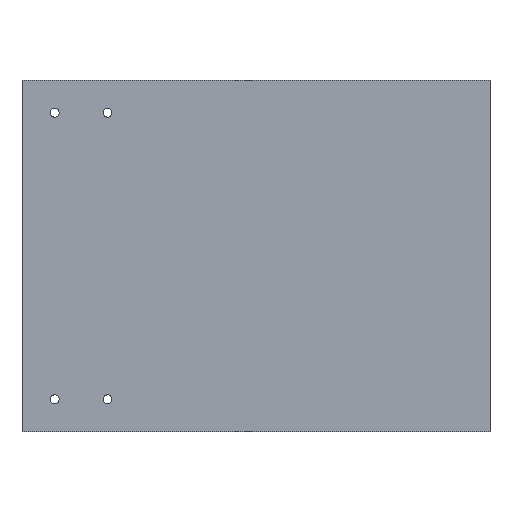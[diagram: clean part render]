
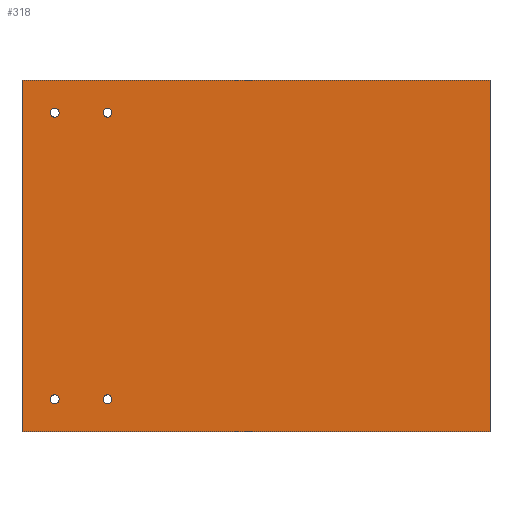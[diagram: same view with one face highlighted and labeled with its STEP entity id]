
A CAD part, top view. The second image highlights one B-rep face of the part: STEP entity #318.
In plain terms, the highlighted planar face has unit normal (0, 0, 1).
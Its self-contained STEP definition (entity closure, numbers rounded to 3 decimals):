
#1 = CARTESIAN_POINT ( 'NONE',  ( 0., 1000., 16.76 ) ) ;
#5 = LINE ( 'NONE', #123, #304 ) ;
#6 = EDGE_CURVE ( 'NONE', #404, #306, #383, .T. ) ;
#18 = AXIS2_PLACEMENT_3D ( 'NONE', #246, #135, #396 ) ;
#22 = VERTEX_POINT ( 'NONE', #231 ) ;
#27 = VERTEX_POINT ( 'NONE', #491 ) ;
#28 = ORIENTED_EDGE ( 'NONE', *, *, #244, .T. ) ;
#29 = DIRECTION ( 'NONE',  ( -1., 0., 0. ) ) ;
#36 = ORIENTED_EDGE ( 'NONE', *, *, #394, .F. ) ;
#38 = CARTESIAN_POINT ( 'NONE',  ( 0., 0., 16.76 ) ) ;
#47 = DIRECTION ( 'NONE',  ( 1., 0., 0. ) ) ;
#48 = DIRECTION ( 'NONE',  ( 0., 0., 1. ) ) ;
#50 = CARTESIAN_POINT ( 'NONE',  ( 243., 907., 16.76 ) ) ;
#57 = CIRCLE ( 'NONE', #283, 12.5 ) ;
#63 = VERTEX_POINT ( 'NONE', #113 ) ;
#64 = ORIENTED_EDGE ( 'NONE', *, *, #203, .T. ) ;
#69 = FACE_BOUND ( 'NONE', #260, .T. ) ;
#70 = VERTEX_POINT ( 'NONE', #237 ) ;
#74 = VERTEX_POINT ( 'NONE', #381 ) ;
#80 = DIRECTION ( 'NONE',  ( -1., 0., 0. ) ) ;
#89 = EDGE_CURVE ( 'NONE', #488, #478, #198, .T. ) ;
#94 = EDGE_CURVE ( 'NONE', #27, #485, #166, .T. ) ;
#101 = LINE ( 'NONE', #163, #462 ) ;
#108 = CARTESIAN_POINT ( 'NONE',  ( 93., 907., 16.76 ) ) ;
#110 = DIRECTION ( 'NONE',  ( 0., -1., 0. ) ) ;
#113 = CARTESIAN_POINT ( 'NONE',  ( 255.5, 93., 16.76 ) ) ;
#114 = VERTEX_POINT ( 'NONE', #131 ) ;
#115 = FACE_OUTER_BOUND ( 'NONE', #489, .T. ) ;
#116 = CIRCLE ( 'NONE', #18, 12.5 ) ;
#118 = EDGE_CURVE ( 'NONE', #63, #70, #116, .T. ) ;
#123 = CARTESIAN_POINT ( 'NONE',  ( 0., 0., 16.76 ) ) ;
#125 = DIRECTION ( 'NONE',  ( 0., 0., 1. ) ) ;
#127 = AXIS2_PLACEMENT_3D ( 'NONE', #179, #142, #221 ) ;
#131 = CARTESIAN_POINT ( 'NONE',  ( 255.5, 907., 16.76 ) ) ;
#135 = DIRECTION ( 'NONE',  ( 0., 0., 1. ) ) ;
#138 = DIRECTION ( 'NONE',  ( 0., 0., 1. ) ) ;
#142 = DIRECTION ( 'NONE',  ( 0., 0., 1. ) ) ;
#152 = ORIENTED_EDGE ( 'NONE', *, *, #280, .F. ) ;
#153 = CIRCLE ( 'NONE', #242, 12.5 ) ;
#161 = CARTESIAN_POINT ( 'NONE',  ( 93., 907., 16.76 ) ) ;
#163 = CARTESIAN_POINT ( 'NONE',  ( 1330., 0., 16.76 ) ) ;
#165 = DIRECTION ( 'NONE',  ( 0., 0., 1. ) ) ;
#166 = CIRCLE ( 'NONE', #278, 12.5 ) ;
#168 = ORIENTED_EDGE ( 'NONE', *, *, #380, .F. ) ;
#179 = CARTESIAN_POINT ( 'NONE',  ( 93., 93., 16.76 ) ) ;
#184 = VECTOR ( 'NONE', #80, 1000. ) ;
#197 = AXIS2_PLACEMENT_3D ( 'NONE', #108, #255, #375 ) ;
#198 = LINE ( 'NONE', #349, #184 ) ;
#203 = EDGE_CURVE ( 'NONE', #74, #488, #101, .T. ) ;
#221 = DIRECTION ( 'NONE',  ( 1., 0., 0. ) ) ;
#226 = CARTESIAN_POINT ( 'NONE',  ( 243., 93., 16.76 ) ) ;
#230 = FACE_BOUND ( 'NONE', #400, .T. ) ;
#231 = CARTESIAN_POINT ( 'NONE',  ( 230.5, 907., 16.76 ) ) ;
#236 = VECTOR ( 'NONE', #110, 1000. ) ;
#237 = CARTESIAN_POINT ( 'NONE',  ( 230.5, 93., 16.76 ) ) ;
#238 = EDGE_CURVE ( 'NONE', #70, #63, #57, .T. ) ;
#240 = CARTESIAN_POINT ( 'NONE',  ( 80.5, 907., 16.76 ) ) ;
#241 = DIRECTION ( 'NONE',  ( -1., 0., 0. ) ) ;
#242 = AXIS2_PLACEMENT_3D ( 'NONE', #50, #165, #386 ) ;
#244 = EDGE_CURVE ( 'NONE', #478, #250, #333, .T. ) ;
#246 = CARTESIAN_POINT ( 'NONE',  ( 243., 93., 16.76 ) ) ;
#250 = VERTEX_POINT ( 'NONE', #262 ) ;
#254 = EDGE_LOOP ( 'NONE', ( #152, #449 ) ) ;
#255 = DIRECTION ( 'NONE',  ( 0., 0., 1. ) ) ;
#258 = ORIENTED_EDGE ( 'NONE', *, *, #94, .F. ) ;
#260 = EDGE_LOOP ( 'NONE', ( #459, #299 ) ) ;
#262 = CARTESIAN_POINT ( 'NONE',  ( 0., 0., 16.76 ) ) ;
#268 = FACE_BOUND ( 'NONE', #254, .T. ) ;
#273 = AXIS2_PLACEMENT_3D ( 'NONE', #319, #125, #241 ) ;
#278 = AXIS2_PLACEMENT_3D ( 'NONE', #161, #387, #315 ) ;
#280 = EDGE_CURVE ( 'NONE', #306, #404, #429, .T. ) ;
#283 = AXIS2_PLACEMENT_3D ( 'NONE', #226, #138, #453 ) ;
#287 = AXIS2_PLACEMENT_3D ( 'NONE', #312, #48, #421 ) ;
#293 = DIRECTION ( 'NONE',  ( 0., 0., -1. ) ) ;
#294 = ORIENTED_EDGE ( 'NONE', *, *, #305, .F. ) ;
#299 = ORIENTED_EDGE ( 'NONE', *, *, #118, .F. ) ;
#304 = VECTOR ( 'NONE', #47, 1000. ) ;
#305 = EDGE_CURVE ( 'NONE', #485, #27, #412, .T. ) ;
#306 = VERTEX_POINT ( 'NONE', #368 ) ;
#312 = CARTESIAN_POINT ( 'NONE',  ( 93., 93., 16.76 ) ) ;
#315 = DIRECTION ( 'NONE',  ( -1., 0., 0. ) ) ;
#318 = ADVANCED_FACE ( 'NONE', ( #115, #268, #69, #371, #230 ), #336, .F. ) ;
#319 = CARTESIAN_POINT ( 'NONE',  ( 243., 907., 16.76 ) ) ;
#333 = LINE ( 'NONE', #38, #236 ) ;
#336 = PLANE ( 'NONE',  #487 ) ;
#349 = CARTESIAN_POINT ( 'NONE',  ( 0., 1000., 16.76 ) ) ;
#368 = CARTESIAN_POINT ( 'NONE',  ( 80.5, 93., 16.76 ) ) ;
#371 = FACE_BOUND ( 'NONE', #484, .T. ) ;
#375 = DIRECTION ( 'NONE',  ( -1., 0., 0. ) ) ;
#380 = EDGE_CURVE ( 'NONE', #114, #22, #153, .T. ) ;
#381 = CARTESIAN_POINT ( 'NONE',  ( 1330., 0., 16.76 ) ) ;
#383 = CIRCLE ( 'NONE', #287, 12.5 ) ;
#386 = DIRECTION ( 'NONE',  ( -1., 0., 0. ) ) ;
#387 = DIRECTION ( 'NONE',  ( 0., 0., 1. ) ) ;
#394 = EDGE_CURVE ( 'NONE', #22, #114, #493, .T. ) ;
#396 = DIRECTION ( 'NONE',  ( 1., 0., 0. ) ) ;
#400 = EDGE_LOOP ( 'NONE', ( #294, #258 ) ) ;
#402 = EDGE_CURVE ( 'NONE', #250, #74, #5, .T. ) ;
#404 = VERTEX_POINT ( 'NONE', #432 ) ;
#412 = CIRCLE ( 'NONE', #197, 12.5 ) ;
#421 = DIRECTION ( 'NONE',  ( 1., 0., 0. ) ) ;
#422 = ORIENTED_EDGE ( 'NONE', *, *, #402, .T. ) ;
#429 = CIRCLE ( 'NONE', #127, 12.5 ) ;
#432 = CARTESIAN_POINT ( 'NONE',  ( 105.5, 93., 16.76 ) ) ;
#449 = ORIENTED_EDGE ( 'NONE', *, *, #6, .F. ) ;
#453 = DIRECTION ( 'NONE',  ( 1., 0., 0. ) ) ;
#456 = CARTESIAN_POINT ( 'NONE',  ( 0., 0., 16.76 ) ) ;
#459 = ORIENTED_EDGE ( 'NONE', *, *, #238, .F. ) ;
#462 = VECTOR ( 'NONE', #476, 1000. ) ;
#464 = CARTESIAN_POINT ( 'NONE',  ( 1330., 1000., 16.76 ) ) ;
#468 = ORIENTED_EDGE ( 'NONE', *, *, #89, .T. ) ;
#476 = DIRECTION ( 'NONE',  ( 0., 1., 0. ) ) ;
#478 = VERTEX_POINT ( 'NONE', #1 ) ;
#484 = EDGE_LOOP ( 'NONE', ( #36, #168 ) ) ;
#485 = VERTEX_POINT ( 'NONE', #240 ) ;
#487 = AXIS2_PLACEMENT_3D ( 'NONE', #456, #293, #29 ) ;
#488 = VERTEX_POINT ( 'NONE', #464 ) ;
#489 = EDGE_LOOP ( 'NONE', ( #28, #422, #64, #468 ) ) ;
#491 = CARTESIAN_POINT ( 'NONE',  ( 105.5, 907., 16.76 ) ) ;
#493 = CIRCLE ( 'NONE', #273, 12.5 ) ;
